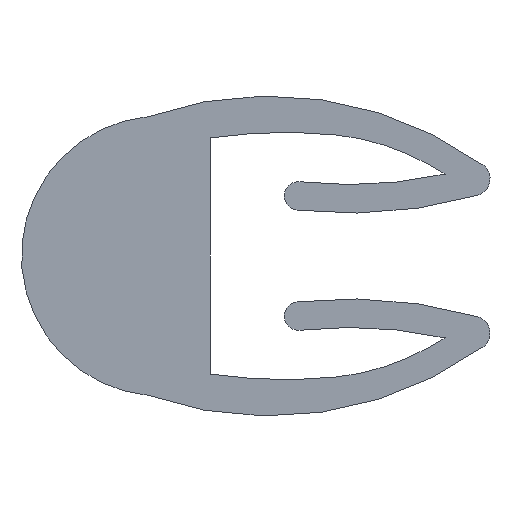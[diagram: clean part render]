
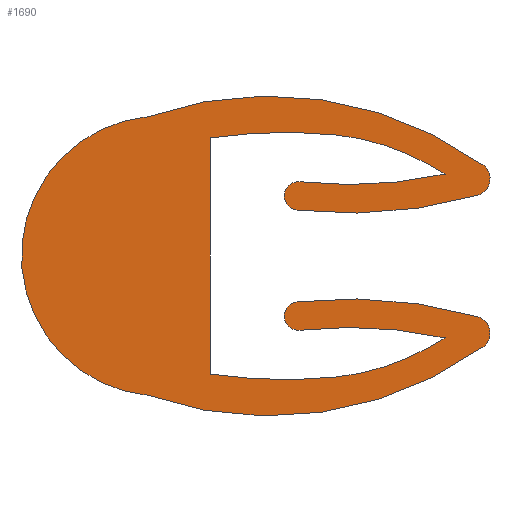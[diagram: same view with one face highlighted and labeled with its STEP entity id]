
A CAD part, left-side view. The second image highlights one B-rep face of the part: STEP entity #1690.
In plain terms, the highlighted planar face has unit normal (-1, 0, 0).
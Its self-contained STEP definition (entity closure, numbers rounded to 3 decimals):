
#10=CARTESIAN_POINT('',(0.,6.175,-16.534));
#20=DIRECTION('',(-1.,0.,0.));
#30=DIRECTION('',(0.,0.,1.));
#40=AXIS2_PLACEMENT_3D('',#10,#20,#30);
#50=PLANE('',#40);
#60=CARTESIAN_POINT('',(0.,6.7,-16.534));
#70=DIRECTION('',(1.,0.,0.));
#80=DIRECTION('',(0.,0.,-1.));
#90=AXIS2_PLACEMENT_3D('',#60,#70,#80);
#100=CIRCLE('',#90,2.45);
#110=CARTESIAN_POINT('',(0.,6.933,-18.973));
#120=VERTEX_POINT('',#110);
#130=CARTESIAN_POINT('',(0.,6.933,-14.095));
#140=VERTEX_POINT('',#130);
#150=EDGE_CURVE('',#120,#140,#100,.T.);
#160=ORIENTED_EDGE('',*,*,#150,.F.);
#170=CARTESIAN_POINT('',(0.,4.814,-20.132));
#180=DIRECTION('',(1.,0.,0.));
#190=DIRECTION('',(0.,0.,-1.));
#200=AXIS2_PLACEMENT_3D('',#170,#180,#190);
#210=CIRCLE('',#200,6.397);
#220=CARTESIAN_POINT('',(0.,1.075,-14.941));
#230=VERTEX_POINT('',#220);
#240=EDGE_CURVE('',#140,#230,#210,.T.);
#250=ORIENTED_EDGE('',*,*,#240,.F.);
#260=CARTESIAN_POINT('',(0.,1.25,-15.184));
#270=DIRECTION('',(-1.,0.,0.));
#280=DIRECTION('',(0.,0.,1.));
#290=AXIS2_PLACEMENT_3D('',#260,#270,#280);
#300=CIRCLE('',#290,0.3);
#310=CARTESIAN_POINT('',(0.,1.168,-15.473));
#320=VERTEX_POINT('',#310);
#330=EDGE_CURVE('',#320,#230,#300,.T.);
#340=ORIENTED_EDGE('',*,*,#330,.T.);
#350=CARTESIAN_POINT('',(0.,3.409,-7.567));
#360=DIRECTION('',(-1.,0.,0.));
#370=DIRECTION('',(0.,0.,1.));
#380=AXIS2_PLACEMENT_3D('',#350,#360,#370);
#390=CIRCLE('',#380,8.217);
#400=CARTESIAN_POINT('',(0.,4.328,-15.733));
#410=VERTEX_POINT('',#400);
#420=EDGE_CURVE('',#410,#320,#390,.T.);
#430=ORIENTED_EDGE('',*,*,#420,.T.);
#440=CARTESIAN_POINT('',(0.,4.3,-15.484));
#450=DIRECTION('',(-1.,0.,0.));
#460=DIRECTION('',(0.,0.,1.));
#470=AXIS2_PLACEMENT_3D('',#440,#450,#460);
#480=CIRCLE('',#470,0.25);
#490=CARTESIAN_POINT('',(0.,4.272,-15.236));
#500=VERTEX_POINT('',#490);
#510=EDGE_CURVE('',#500,#410,#480,.T.);
#520=ORIENTED_EDGE('',*,*,#510,.T.);
#530=CARTESIAN_POINT('',(0.,3.409,-7.567));
#540=DIRECTION('',(-1.,0.,0.));
#550=DIRECTION('',(0.,0.,1.));
#560=AXIS2_PLACEMENT_3D('',#530,#540,#550);
#570=CIRCLE('',#560,7.717);
#580=CARTESIAN_POINT('',(0.,1.736,-15.101));
#590=VERTEX_POINT('',#580);
#600=EDGE_CURVE('',#500,#590,#570,.T.);
#610=ORIENTED_EDGE('',*,*,#600,.F.);
#620=CARTESIAN_POINT('',(0.,4.814,-20.132));
#630=DIRECTION('',(-1.,0.,0.));
#640=DIRECTION('',(0.,0.,1.));
#650=AXIS2_PLACEMENT_3D('',#620,#630,#640);
#660=CIRCLE('',#650,5.897);
#670=CARTESIAN_POINT('',(0.,2.431,-14.737));
#680=VERTEX_POINT('',#670);
#690=EDGE_CURVE('',#590,#680,#660,.T.);
#700=ORIENTED_EDGE('',*,*,#690,.F.);
#710=CARTESIAN_POINT('',(0.,4.047,-18.396));
#720=DIRECTION('',(-1.,0.,0.));
#730=DIRECTION('',(0.,0.,1.));
#740=AXIS2_PLACEMENT_3D('',#710,#720,#730);
#750=CIRCLE('',#740,4.);
#760=CARTESIAN_POINT('',(0.,3.634,-14.417));
#770=VERTEX_POINT('',#760);
#780=EDGE_CURVE('',#680,#770,#750,.T.);
#790=ORIENTED_EDGE('',*,*,#780,.F.);
#800=CARTESIAN_POINT('',(0.,4.544,-23.176));
#810=DIRECTION('',(-1.,0.,0.));
#820=DIRECTION('',(0.,0.,1.));
#830=AXIS2_PLACEMENT_3D('',#800,#810,#820);
#840=CIRCLE('',#830,8.805);
#850=CARTESIAN_POINT('',(0.,5.85,-14.468));
#860=VERTEX_POINT('',#850);
#870=EDGE_CURVE('',#770,#860,#840,.T.);
#880=ORIENTED_EDGE('',*,*,#870,.F.);
#890=CARTESIAN_POINT('',(0.,5.85,-19.533));
#900=DIRECTION('',(0.,0.,1.));
#910=VECTOR('',#900,1.);
#920=LINE('',#890,#910);
#930=CARTESIAN_POINT('',(0.,5.85,-18.601));
#940=VERTEX_POINT('',#930);
#950=EDGE_CURVE('',#940,#860,#920,.T.);
#960=ORIENTED_EDGE('',*,*,#950,.T.);
#970=CARTESIAN_POINT('',(0.,4.544,-9.893));
#980=DIRECTION('',(1.,0.,0.));
#990=DIRECTION('',(0.,0.,-1.));
#1000=AXIS2_PLACEMENT_3D('',#970,#980,#990);
#1010=CIRCLE('',#1000,8.805);
#1020=CARTESIAN_POINT('',(0.,3.634,-18.651));
#1030=VERTEX_POINT('',#1020);
#1040=EDGE_CURVE('',#1030,#940,#1010,.T.);
#1050=ORIENTED_EDGE('',*,*,#1040,.T.);
#1060=CARTESIAN_POINT('',(0.,4.047,-14.672));
#1070=DIRECTION('',(1.,0.,0.));
#1080=DIRECTION('',(0.,0.,-1.));
#1090=AXIS2_PLACEMENT_3D('',#1060,#1070,#1080);
#1100=CIRCLE('',#1090,4.);
#1110=CARTESIAN_POINT('',(0.,2.431,-18.331));
#1120=VERTEX_POINT('',#1110);
#1130=EDGE_CURVE('',#1120,#1030,#1100,.T.);
#1140=ORIENTED_EDGE('',*,*,#1130,.T.);
#1150=CARTESIAN_POINT('',(0.,4.814,-12.937));
#1160=DIRECTION('',(1.,0.,0.));
#1170=DIRECTION('',(0.,0.,-1.));
#1180=AXIS2_PLACEMENT_3D('',#1150,#1160,#1170);
#1190=CIRCLE('',#1180,5.897);
#1200=CARTESIAN_POINT('',(0.,1.736,-17.968));
#1210=VERTEX_POINT('',#1200);
#1220=EDGE_CURVE('',#1210,#1120,#1190,.T.);
#1230=ORIENTED_EDGE('',*,*,#1220,.T.);
#1240=CARTESIAN_POINT('',(0.,3.409,-25.502));
#1250=DIRECTION('',(1.,0.,0.));
#1260=DIRECTION('',(0.,0.,-1.));
#1270=AXIS2_PLACEMENT_3D('',#1240,#1250,#1260);
#1280=CIRCLE('',#1270,7.717);
#1290=CARTESIAN_POINT('',(0.,4.272,-17.833));
#1300=VERTEX_POINT('',#1290);
#1310=EDGE_CURVE('',#1300,#1210,#1280,.T.);
#1320=ORIENTED_EDGE('',*,*,#1310,.T.);
#1330=CARTESIAN_POINT('',(0.,4.3,-17.584));
#1340=DIRECTION('',(1.,0.,0.));
#1350=DIRECTION('',(0.,0.,-1.));
#1360=AXIS2_PLACEMENT_3D('',#1330,#1340,#1350);
#1370=CIRCLE('',#1360,0.25);
#1380=CARTESIAN_POINT('',(0.,4.328,-17.336));
#1390=VERTEX_POINT('',#1380);
#1400=EDGE_CURVE('',#1300,#1390,#1370,.T.);
#1410=ORIENTED_EDGE('',*,*,#1400,.F.);
#1420=CARTESIAN_POINT('',(0.,3.409,-25.502));
#1430=DIRECTION('',(1.,0.,0.));
#1440=DIRECTION('',(0.,0.,-1.));
#1450=AXIS2_PLACEMENT_3D('',#1420,#1430,#1440);
#1460=CIRCLE('',#1450,8.217);
#1470=CARTESIAN_POINT('',(0.,1.168,-17.596));
#1480=VERTEX_POINT('',#1470);
#1490=EDGE_CURVE('',#1390,#1480,#1460,.T.);
#1500=ORIENTED_EDGE('',*,*,#1490,.F.);
#1510=CARTESIAN_POINT('',(0.,1.25,-17.884));
#1520=DIRECTION('',(1.,0.,0.));
#1530=DIRECTION('',(0.,0.,-1.));
#1540=AXIS2_PLACEMENT_3D('',#1510,#1520,#1530);
#1550=CIRCLE('',#1540,0.3);
#1560=CARTESIAN_POINT('',(0.,1.075,-18.128));
#1570=VERTEX_POINT('',#1560);
#1580=EDGE_CURVE('',#1480,#1570,#1550,.T.);
#1590=ORIENTED_EDGE('',*,*,#1580,.F.);
#1600=CARTESIAN_POINT('',(0.,4.814,-12.937));
#1610=DIRECTION('',(1.,0.,0.));
#1620=DIRECTION('',(0.,0.,-1.));
#1630=AXIS2_PLACEMENT_3D('',#1600,#1610,#1620);
#1640=CIRCLE('',#1630,6.397);
#1650=EDGE_CURVE('',#1570,#120,#1640,.T.);
#1660=ORIENTED_EDGE('',*,*,#1650,.F.);
#1670=EDGE_LOOP('',(#1660,#1590,#1500,#1410,#1320,#1230,#1140,#1050,#960
,#880,#790,#700,#610,#520,#430,#340,#250,#160));
#1680=FACE_OUTER_BOUND('',#1670,.T.);
#1690=ADVANCED_FACE('',(#1680),#50,.T.);
